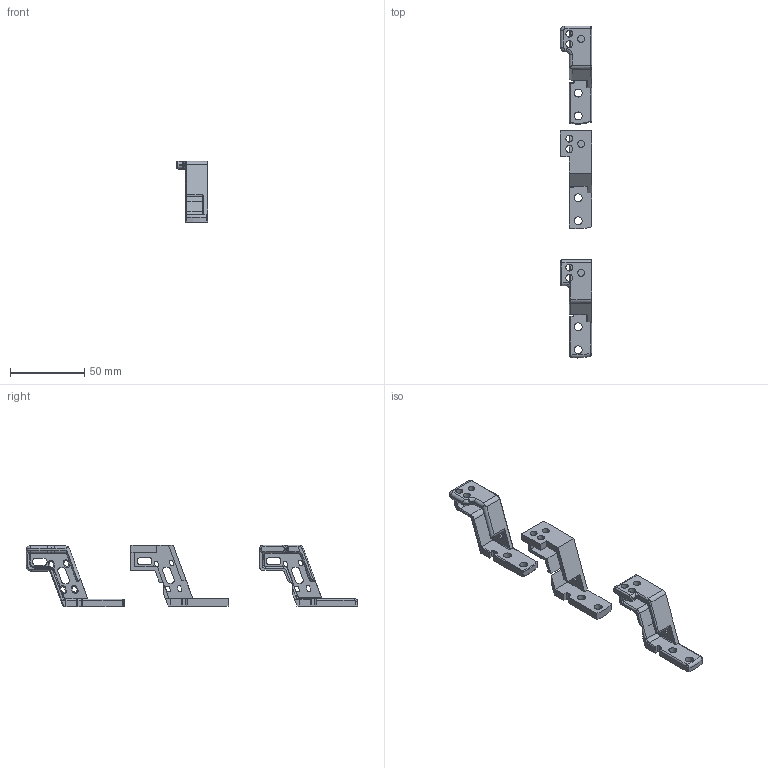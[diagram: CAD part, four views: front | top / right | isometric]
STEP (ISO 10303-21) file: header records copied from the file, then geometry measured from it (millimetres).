
FILE_DESCRIPTION(/* description */ (''),/* implementation_level */ '2;1');
FILE_NAME(/* name */ 'XY Cable Chain Bridge 10X15 MOD v10.step',/* time_stamp */ '2022-01-26T14:13:59+08:00',/* author */ (''),/* organization */ (''),/* preprocessor_version */ 'ST-DEVELOPER v18.1',/* originating_system */ 'Autodesk Translation Framework v10.13.0.1454',/* authorisation */ '');
FILE_SCHEMA (('AUTOMOTIVE_DESIGN { 1 0 10303 214 3 1 1 }'));
Length unit declared in the file: millimetre
Products named in the file (1): XY Cable Chain Bridge 10X15 MOD
Bounding box: 21 x 223.93 x 41.46 mm (x, y, z)
Volume: 27086 mm3; surface area: 19845.8 mm2
Topology: 3 solids, 3 shells, 439 faces, 1199 edges, 757 vertices
Faces by surface type: cylinder 203, plane 168, torus 44, bspline 21, sphere 3
Full cylindrical faces by diameter (mm): 4.7 x9, 5.4 x6
Entity records: 14664 total; most frequent: CARTESIAN_POINT 3199, DIRECTION 2436, ORIENTED_EDGE 2394, EDGE_CURVE 1197, AXIS2_PLACEMENT_3D 873, VERTEX_POINT 757, LINE 690, VECTOR 690
